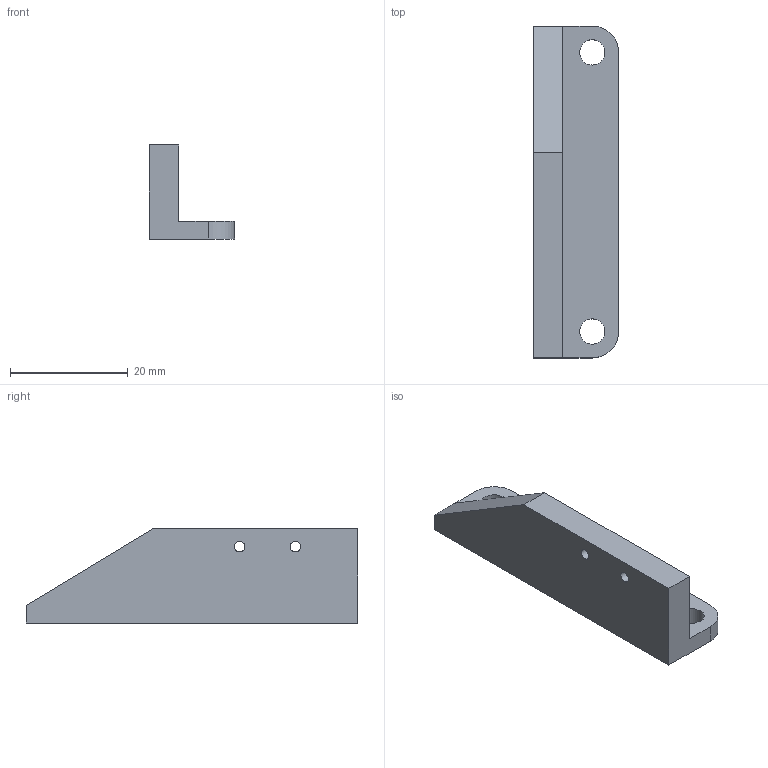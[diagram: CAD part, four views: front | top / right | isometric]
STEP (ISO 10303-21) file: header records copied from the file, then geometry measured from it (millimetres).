
FILE_DESCRIPTION(/* description */ (''),/* implementation_level */ '2;1');
FILE_NAME(/* name */ 'X-_limit_switch_support v2.step',/* time_stamp */ '2023-01-03T15:38:27+01:00',/* author */ (''),/* organization */ (''),/* preprocessor_version */ 'ST-DEVELOPER v19.2',/* originating_system */ 'Autodesk Translation Framework v11.17.0.187',/* authorisation */ '');
FILE_SCHEMA (('AUTOMOTIVE_DESIGN { 1 0 10303 214 3 1 1 }'));
Length unit declared in the file: millimetre
Products named in the file (1): X-_limit_switch_support
Bounding box: 14.5 x 56.5 x 16 mm (x, y, z)
Volume: 5289.6 mm3; surface area: 3376.1 mm2
Topology: 1 solids, 1 shells, 15 faces, 38 edges, 25 vertices
Faces by surface type: plane 9, cylinder 6
Full cylindrical faces by diameter (mm): 1.8 x2, 4.3 x2
Entity records: 505 total; most frequent: DIRECTION 82, CARTESIAN_POINT 79, ORIENTED_EDGE 76, EDGE_CURVE 38, AXIS2_PLACEMENT_3D 28, LINE 26, VECTOR 26, VERTEX_POINT 25
